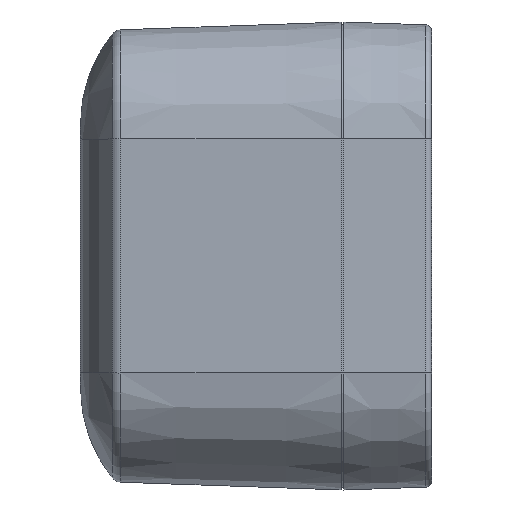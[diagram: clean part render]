
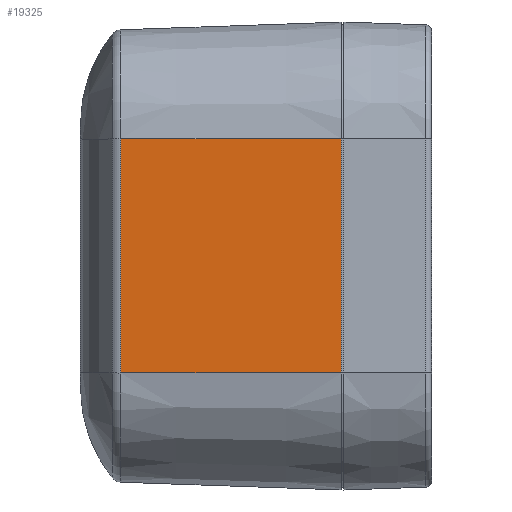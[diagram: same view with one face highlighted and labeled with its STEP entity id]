
A CAD part, left-side view. The second image highlights one B-rep face of the part: STEP entity #19325.
In plain terms, the highlighted face is planar.
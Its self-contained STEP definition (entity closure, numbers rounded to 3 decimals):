
#2568=FACE_OUTER_BOUND('',#3801,.T.);
#3801=EDGE_LOOP('',(#17430,#17431,#17432,#17433));
#5150=LINE('',#37965,#6569);
#5156=LINE('',#37983,#6575);
#5195=LINE('',#38365,#6614);
#5196=LINE('',#38369,#6615);
#6569=VECTOR('',#25650,10.);
#6575=VECTOR('',#25670,10.);
#6614=VECTOR('',#25965,10.);
#6615=VECTOR('',#25972,10.);
#9123=VERTEX_POINT('',#37962);
#9124=VERTEX_POINT('',#37964);
#9129=VERTEX_POINT('',#37981);
#9173=VERTEX_POINT('',#38363);
#11834=EDGE_CURVE('',#9124,#9123,#5150,.T.);
#11844=EDGE_CURVE('',#9123,#9129,#5156,.T.);
#11947=EDGE_CURVE('',#9173,#9129,#5195,.T.);
#11949=EDGE_CURVE('',#9124,#9173,#5196,.T.);
#17430=ORIENTED_EDGE('',*,*,#11834,.T.);
#17431=ORIENTED_EDGE('',*,*,#11844,.T.);
#17432=ORIENTED_EDGE('',*,*,#11947,.F.);
#17433=ORIENTED_EDGE('',*,*,#11949,.F.);
#18208=PLANE('',#21175);
#19325=ADVANCED_FACE('',(#2568),#18208,.T.);
#21175=AXIS2_PLACEMENT_3D('',#38370,#25973,#25974);
#25650=DIRECTION('',(1.,0.,0.));
#25670=DIRECTION('',(0.,0.999,-0.035));
#25965=DIRECTION('',(1.,0.,0.));
#25972=DIRECTION('',(0.,0.999,-0.035));
#25973=DIRECTION('center_axis',(0.,0.035,
0.999));
#25974=DIRECTION('ref_axis',(1.,0.,0.));
#37962=CARTESIAN_POINT('',(20.,0.4,59.986));
#37964=CARTESIAN_POINT('',(-20.,0.4,59.986));
#37965=CARTESIAN_POINT('',(-10.073,0.4,59.986));
#37981=CARTESIAN_POINT('',(20.,38.113,58.669));
#37983=CARTESIAN_POINT('',(20.,0.,60.));
#38363=CARTESIAN_POINT('',(-20.,38.113,58.669));
#38365=CARTESIAN_POINT('',(-20.,38.113,58.669));
#38369=CARTESIAN_POINT('',(-20.,0.,60.));
#38370=CARTESIAN_POINT('Origin',(20.,0.,60.));
